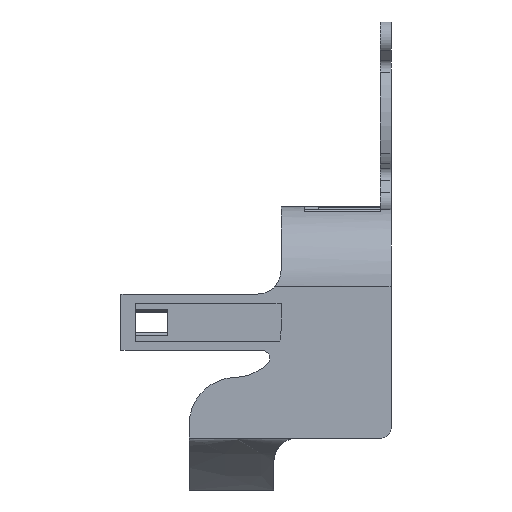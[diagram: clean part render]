
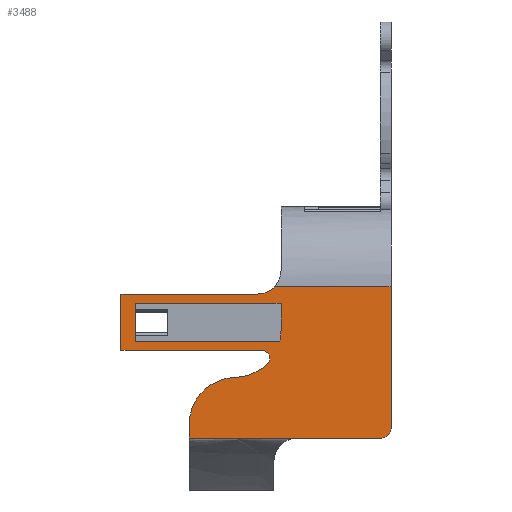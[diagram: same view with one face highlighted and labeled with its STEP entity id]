
A CAD part, left-side view. The second image highlights one B-rep face of the part: STEP entity #3488.
In plain terms, the highlighted planar face has unit normal (-1, 0, 0).
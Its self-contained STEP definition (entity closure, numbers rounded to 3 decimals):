
#45=FACE_BOUND('',#489,.T.);
#146=PLANE('',#3802);
#292=FACE_OUTER_BOUND('',#488,.T.);
#488=EDGE_LOOP('',(#2938,#2939,#2940,#2941,#2942,#2943,#2944,#2945,#2946,
#2947,#2948,#2949,#2950));
#489=EDGE_LOOP('',(#2951,#2952,#2953,#2954,#2955));
#561=LINE('',#4879,#904);
#573=LINE('',#4919,#916);
#658=LINE('',#5191,#1001);
#707=LINE('',#5783,#1050);
#789=LINE('',#6043,#1132);
#817=LINE('',#6138,#1160);
#820=LINE('',#6144,#1163);
#823=LINE('',#6149,#1166);
#824=LINE('',#6151,#1167);
#825=LINE('',#6156,#1168);
#826=LINE('',#6157,#1169);
#827=LINE('',#6159,#1170);
#904=VECTOR('',#3901,10.);
#916=VECTOR('',#3929,10.);
#1001=VECTOR('',#4180,10.);
#1050=VECTOR('',#4281,10.);
#1132=VECTOR('',#4505,10.);
#1160=VECTOR('',#4603,10.);
#1163=VECTOR('',#4610,10.);
#1166=VECTOR('',#4617,10.);
#1167=VECTOR('',#4620,10.);
#1168=VECTOR('',#4625,10.);
#1169=VECTOR('',#4626,10.);
#1170=VECTOR('',#4627,10.);
#1245=CIRCLE('',#3572,1.6);
#1250=CIRCLE('',#3581,5.);
#1321=CIRCLE('',#3722,2.);
#1374=CIRCLE('',#3803,10.);
#1375=CIRCLE('',#3804,10.);
#1376=CIRCLE('',#3805,10.);
#1390=VERTEX_POINT('',#4869);
#1391=VERTEX_POINT('',#4870);
#1394=VERTEX_POINT('',#4878);
#1402=VERTEX_POINT('',#4899);
#1406=VERTEX_POINT('',#4911);
#1408=VERTEX_POINT('',#4917);
#1505=VERTEX_POINT('',#5188);
#1506=VERTEX_POINT('',#5190);
#1539=VERTEX_POINT('',#5333);
#1575=VERTEX_POINT('',#5782);
#1616=VERTEX_POINT('',#5895);
#1675=VERTEX_POINT('',#6036);
#1678=VERTEX_POINT('',#6041);
#1710=VERTEX_POINT('',#6137);
#1711=VERTEX_POINT('',#6143);
#1712=VERTEX_POINT('',#6152);
#1713=VERTEX_POINT('',#6154);
#1714=VERTEX_POINT('',#6158);
#1738=EDGE_CURVE('',#1390,#1391,#1245,.T.);
#1742=EDGE_CURVE('',#1391,#1394,#561,.T.);
#1756=EDGE_CURVE('',#1406,#1402,#1250,.T.);
#1759=EDGE_CURVE('',#1406,#1408,#573,.T.);
#1889=EDGE_CURVE('',#1505,#1506,#658,.T.);
#1980=EDGE_CURVE('',#1575,#1539,#707,.T.);
#2035=EDGE_CURVE('',#1506,#1616,#1321,.T.);
#2112=EDGE_CURVE('',#1678,#1675,#789,.T.);
#2160=EDGE_CURVE('',#1675,#1710,#817,.T.);
#2163=EDGE_CURVE('',#1711,#1710,#820,.T.);
#2166=EDGE_CURVE('',#1394,#1408,#823,.T.);
#2167=EDGE_CURVE('',#1402,#1505,#824,.F.);
#2168=EDGE_CURVE('',#1712,#1390,#1374,.T.);
#2169=EDGE_CURVE('',#1713,#1712,#1375,.T.);
#2170=EDGE_CURVE('',#1575,#1713,#825,.F.);
#2171=EDGE_CURVE('',#1539,#1616,#826,.T.);
#2172=EDGE_CURVE('',#1678,#1714,#827,.T.);
#2173=EDGE_CURVE('',#1711,#1714,#1376,.T.);
#2938=ORIENTED_EDGE('',*,*,#2035,.F.);
#2939=ORIENTED_EDGE('',*,*,#1889,.F.);
#2940=ORIENTED_EDGE('',*,*,#2167,.F.);
#2941=ORIENTED_EDGE('',*,*,#1756,.F.);
#2942=ORIENTED_EDGE('',*,*,#1759,.T.);
#2943=ORIENTED_EDGE('',*,*,#2166,.F.);
#2944=ORIENTED_EDGE('',*,*,#1742,.F.);
#2945=ORIENTED_EDGE('',*,*,#1738,.F.);
#2946=ORIENTED_EDGE('',*,*,#2168,.F.);
#2947=ORIENTED_EDGE('',*,*,#2169,.F.);
#2948=ORIENTED_EDGE('',*,*,#2170,.F.);
#2949=ORIENTED_EDGE('',*,*,#1980,.T.);
#2950=ORIENTED_EDGE('',*,*,#2171,.T.);
#2951=ORIENTED_EDGE('',*,*,#2160,.F.);
#2952=ORIENTED_EDGE('',*,*,#2112,.F.);
#2953=ORIENTED_EDGE('',*,*,#2172,.T.);
#2954=ORIENTED_EDGE('',*,*,#2173,.F.);
#2955=ORIENTED_EDGE('',*,*,#2163,.T.);
#3488=ADVANCED_FACE('',(#292,#45),#146,.T.);
#3572=AXIS2_PLACEMENT_3D('',#4871,#3893,#3894);
#3581=AXIS2_PLACEMENT_3D('',#4913,#3923,#3924);
#3722=AXIS2_PLACEMENT_3D('',#5896,#4379,#4380);
#3802=AXIS2_PLACEMENT_3D('',#6150,#4618,#4619);
#3803=AXIS2_PLACEMENT_3D('',#6153,#4621,#4622);
#3804=AXIS2_PLACEMENT_3D('',#6155,#4623,#4624);
#3805=AXIS2_PLACEMENT_3D('',#6160,#4628,#4629);
#3893=DIRECTION('center_axis',(-1.,0.,0.));
#3894=DIRECTION('ref_axis',(0.,-0.922,0.388));
#3901=DIRECTION('',(0.,1.,0.));
#3923=DIRECTION('center_axis',(-1.,0.,0.));
#3924=DIRECTION('ref_axis',(0.,-0.707,-0.707));
#3929=DIRECTION('',(0.,1.,0.));
#4180=DIRECTION('',(0.,0.,-1.));
#4281=DIRECTION('',(0.,-1.,0.));
#4379=DIRECTION('center_axis',(1.,0.,0.));
#4380=DIRECTION('ref_axis',(0.,-0.707,-0.707));
#4505=DIRECTION('',(0.,1.,0.));
#4603=DIRECTION('',(0.,0.,-1.));
#4610=DIRECTION('',(0.,1.,0.));
#4617=DIRECTION('',(0.,0.,1.));
#4618=DIRECTION('center_axis',(-1.,0.,0.));
#4619=DIRECTION('ref_axis',(0.,1.,0.));
#4620=DIRECTION('',(0.,1.,0.));
#4621=DIRECTION('center_axis',(-1.,0.,0.));
#4622=DIRECTION('ref_axis',(0.,-0.707,-0.707));
#4623=DIRECTION('center_axis',(1.,0.,0.));
#4624=DIRECTION('ref_axis',(0.,-1.,0.));
#4625=DIRECTION('',(0.,0.,-1.));
#4626=DIRECTION('',(0.,-1.,0.));
#4627=DIRECTION('',(0.,0.,-1.));
#4628=DIRECTION('center_axis',(-1.,0.,0.));
#4629=DIRECTION('ref_axis',(0.,-0.707,-0.707));
#4869=CARTESIAN_POINT('',(-32.5,-51.203,3.032));
#4870=CARTESIAN_POINT('',(-32.5,-50.059,5.75));
#4871=CARTESIAN_POINT('Origin',(-32.5,-50.059,4.15));
#4878=CARTESIAN_POINT('',(-32.5,-20.,5.75));
#4879=CARTESIAN_POINT('',(-32.5,-54.05,5.75));
#4899=CARTESIAN_POINT('',(-32.5,-52.669,19.3));
#4911=CARTESIAN_POINT('',(-32.5,-49.05,17.75));
#4913=CARTESIAN_POINT('Origin',(-32.5,-49.05,22.75));
#4917=CARTESIAN_POINT('',(-32.5,-20.,17.75));
#4919=CARTESIAN_POINT('',(-32.5,-54.05,17.75));
#5188=CARTESIAN_POINT('',(-32.5,-77.45,19.3));
#5190=CARTESIAN_POINT('',(-32.5,-77.45,-10.88));
#5191=CARTESIAN_POINT('',(-32.5,-77.45,36.3));
#5333=CARTESIAN_POINT('',(-32.5,-57.5,-12.88));
#5782=CARTESIAN_POINT('',(-32.5,-34.5,-12.88));
#5783=CARTESIAN_POINT('',(-32.5,-76.95,-12.88));
#5895=CARTESIAN_POINT('',(-32.5,-75.45,-12.88));
#5896=CARTESIAN_POINT('Origin',(-32.5,-75.45,-10.88));
#6036=CARTESIAN_POINT('',(-32.5,-23.,15.75));
#6041=CARTESIAN_POINT('',(-32.5,-54.05,15.75));
#6043=CARTESIAN_POINT('',(-32.5,-54.05,15.75));
#6137=CARTESIAN_POINT('',(-32.5,-23.,7.75));
#6138=CARTESIAN_POINT('',(-32.5,-23.,9.75));
#6143=CARTESIAN_POINT('',(-32.5,-53.789,7.75));
#6144=CARTESIAN_POINT('',(-32.5,-54.05,7.75));
#6149=CARTESIAN_POINT('',(-32.5,-20.,5.75));
#6150=CARTESIAN_POINT('Origin',(-32.5,-76.95,36.3));
#6151=CARTESIAN_POINT('',(-32.5,-65.5,19.3));
#6152=CARTESIAN_POINT('',(-32.5,-44.275,0.023));
#6153=CARTESIAN_POINT('Origin',(-32.5,-44.05,10.02));
#6154=CARTESIAN_POINT('',(-32.5,-34.5,-9.975));
#6155=CARTESIAN_POINT('Origin',(-32.5,-44.5,-9.975));
#6156=CARTESIAN_POINT('',(-32.5,-34.5,13.435));
#6157=CARTESIAN_POINT('',(-32.5,-76.95,-12.88));
#6158=CARTESIAN_POINT('',(-32.5,-54.05,10.02));
#6159=CARTESIAN_POINT('',(-32.5,-54.05,30.3));
#6160=CARTESIAN_POINT('Origin',(-32.5,-44.05,10.02));
